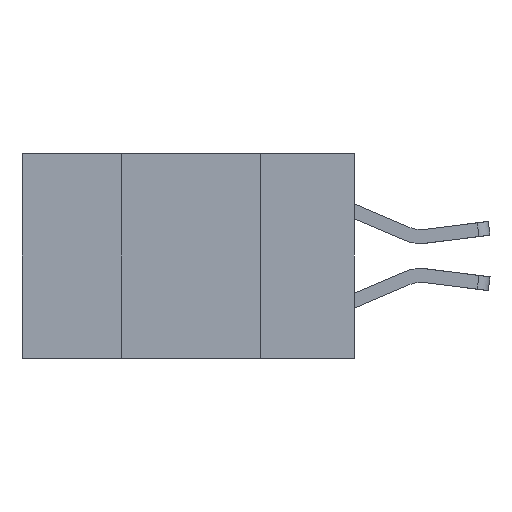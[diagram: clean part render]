
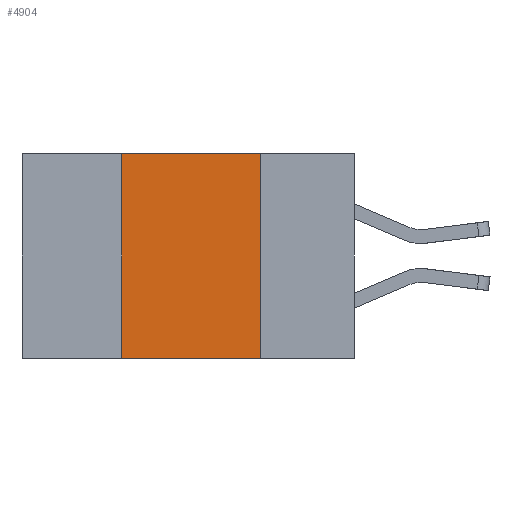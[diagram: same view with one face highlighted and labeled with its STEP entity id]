
A CAD part, left-side view. The second image highlights one B-rep face of the part: STEP entity #4904.
In plain terms, the highlighted planar face has unit normal (-1, 0, 0).
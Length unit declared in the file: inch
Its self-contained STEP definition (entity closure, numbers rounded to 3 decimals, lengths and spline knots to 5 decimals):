
#357 = EDGE_CURVE ( 'NONE', #2770, #7526, #1895, .T. ) ;
#521 = DIRECTION ( 'NONE',  ( 0., 0., -1. ) ) ;
#571 = EDGE_CURVE ( 'NONE', #4598, #2770, #8047, .T. ) ;
#1221 = DIRECTION ( 'NONE',  ( 0., 0., 1. ) ) ;
#1331 = EDGE_CURVE ( 'NONE', #7526, #6623, #6482, .T. ) ;
#1437 = EDGE_CURVE ( 'NONE', #4598, #6623, #7188, .T. ) ;
#1895 = LINE ( 'NONE', #8942, #8726 ) ;
#2687 = DIRECTION ( 'NONE',  ( 0., -1., 0. ) ) ;
#2770 = VERTEX_POINT ( 'NONE', #3463 ) ;
#2970 = VECTOR ( 'NONE', #1221, 39.37008 ) ;
#3150 = AXIS2_PLACEMENT_3D ( 'NONE', #6429, #7002, #3163 ) ;
#3163 = DIRECTION ( 'NONE',  ( 0., 0., -1. ) ) ;
#3463 = CARTESIAN_POINT ( 'NONE',  ( 0., 0.42, 0. ) ) ;
#3680 = CARTESIAN_POINT ( 'NONE',  ( 0., 0.42, -0.37 ) ) ;
#4175 = CARTESIAN_POINT ( 'NONE',  ( 0., 0.17, 0. ) ) ;
#4598 = VERTEX_POINT ( 'NONE', #5612 ) ;
#4904 = ADVANCED_FACE ( 'NONE', ( #8413 ), #6455, .F. ) ;
#4924 = VECTOR ( 'NONE', #521, 39.37008 ) ;
#5086 = EDGE_LOOP ( 'NONE', ( #5686, #8597, #6994, #8407 ) ) ;
#5612 = CARTESIAN_POINT ( 'NONE',  ( 0., 0.42, -0.37 ) ) ;
#5686 = ORIENTED_EDGE ( 'NONE', *, *, #1331, .F. ) ;
#6429 = CARTESIAN_POINT ( 'NONE',  ( 0., 0.6, 0. ) ) ;
#6455 = PLANE ( 'NONE',  #3150 ) ;
#6482 = LINE ( 'NONE', #6492, #4924 ) ;
#6492 = CARTESIAN_POINT ( 'NONE',  ( 0., 0.17, -0.37 ) ) ;
#6623 = VERTEX_POINT ( 'NONE', #8871 ) ;
#6822 = DIRECTION ( 'NONE',  ( 0., -1., 0. ) ) ;
#6994 = ORIENTED_EDGE ( 'NONE', *, *, #571, .F. ) ;
#7002 = DIRECTION ( 'NONE',  ( 1., 0., 0. ) ) ;
#7188 = LINE ( 'NONE', #7976, #8808 ) ;
#7526 = VERTEX_POINT ( 'NONE', #4175 ) ;
#7976 = CARTESIAN_POINT ( 'NONE',  ( 0., 0.6, -0.37 ) ) ;
#8047 = LINE ( 'NONE', #3680, #2970 ) ;
#8407 = ORIENTED_EDGE ( 'NONE', *, *, #1437, .T. ) ;
#8413 = FACE_OUTER_BOUND ( 'NONE', #5086, .T. ) ;
#8597 = ORIENTED_EDGE ( 'NONE', *, *, #357, .F. ) ;
#8726 = VECTOR ( 'NONE', #6822, 39.37008 ) ;
#8808 = VECTOR ( 'NONE', #2687, 39.37008 ) ;
#8871 = CARTESIAN_POINT ( 'NONE',  ( 0., 0.17, -0.37 ) ) ;
#8942 = CARTESIAN_POINT ( 'NONE',  ( 0., 0.6, 0. ) ) ;
